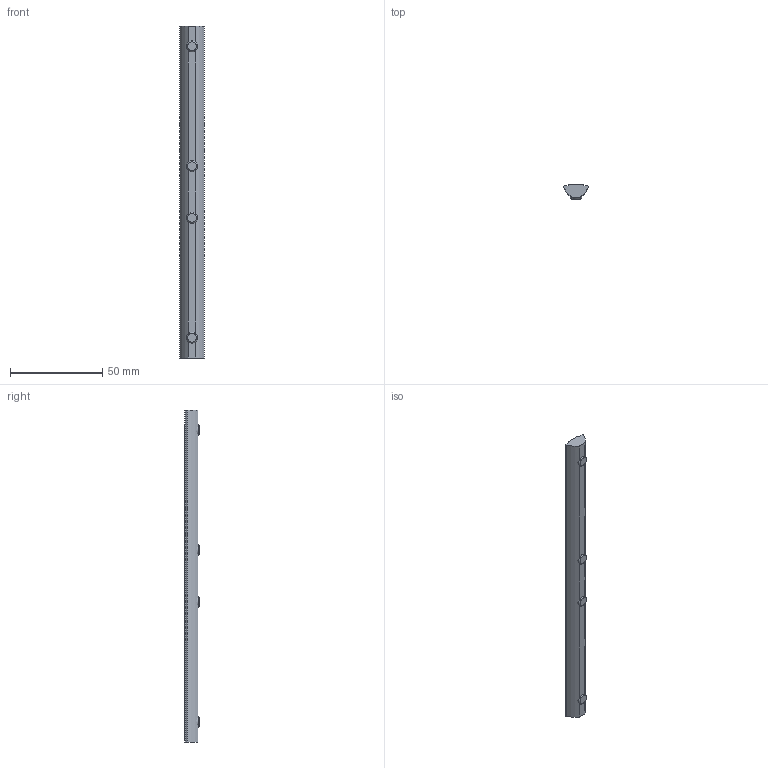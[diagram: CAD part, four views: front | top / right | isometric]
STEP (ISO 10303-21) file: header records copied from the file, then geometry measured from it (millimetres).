
FILE_DESCRIPTION(/* description */ ('Profilverbinder N8'),/* implementation_level */ '2;1');
FILE_NAME(/* name */ 'Syskomp 282656000 Profilverbinder N8.stp',/* time_stamp */ '2015-09-30T09:53:44+02:00',/* author */ ('mstrom'),/* organization */ (''),/* preprocessor_version */ 'ST-DEVELOPER v15.2',/* originating_system */ 'Autodesk Inventor 2014',/* authorisation */ '');
FILE_SCHEMA (('AUTOMOTIVE_DESIGN { 1 0 10303 214 3 1 1 }'));
Length unit declared in the file: millimetre
Products named in the file (1): 282656000 Profilverbinder N8
Bounding box: 13.5 x 8 x 180 mm (x, y, z)
Volume: 12773.4 mm3; surface area: 7561.8 mm2
Topology: 5 solids, 5 shells, 72 faces, 186 edges, 120 vertices
Faces by surface type: plane 44, cylinder 16, cone 12
Full cylindrical faces by diameter (mm): 4.917 x4, 6 x4
Entity records: 2092 total; most frequent: CARTESIAN_POINT 467, ORIENTED_EDGE 316, DIRECTION 316, EDGE_CURVE 158, AXIS2_PLACEMENT_3D 117, VERTEX_POINT 112, EDGE_LOOP 96, LINE 82
